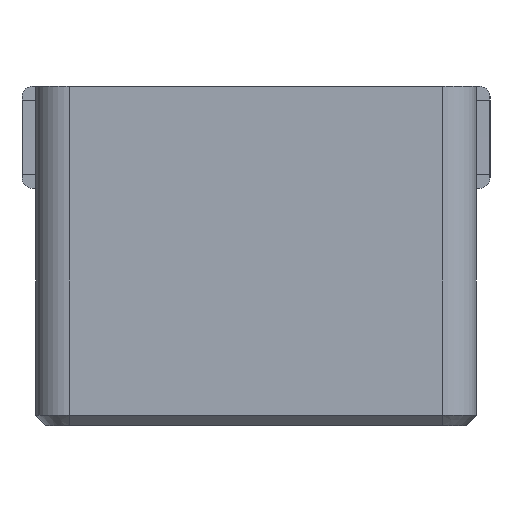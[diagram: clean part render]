
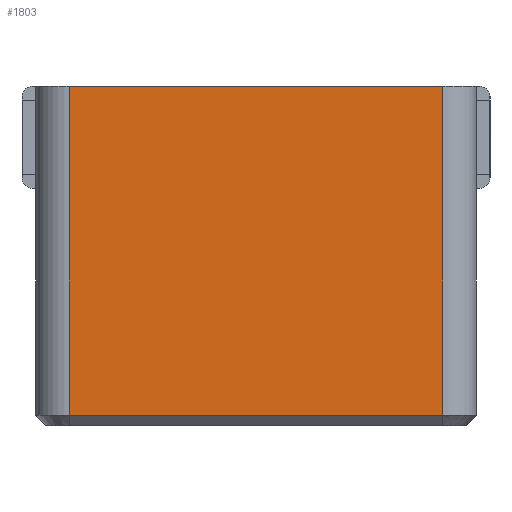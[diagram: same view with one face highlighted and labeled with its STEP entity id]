
A CAD part, left-side view. The second image highlights one B-rep face of the part: STEP entity #1803.
In plain terms, the highlighted planar face has unit normal (-1, 0, 0).
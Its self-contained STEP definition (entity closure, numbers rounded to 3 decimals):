
#134=LINE('',#7424,#259);
#151=LINE('',#7467,#276);
#153=LINE('',#7470,#278);
#154=LINE('',#7471,#279);
#259=VECTOR('',#2323,1.);
#276=VECTOR('',#2360,1.);
#278=VECTOR('',#2364,1.);
#279=VECTOR('',#2365,1.);
#432=PLANE('',#1981);
#536=FACE_OUTER_BOUND('',#657,.T.);
#657=EDGE_LOOP('',(#1558,#1559,#1560,#1561));
#878=VERTEX_POINT('',#7422);
#879=VERTEX_POINT('',#7423);
#894=VERTEX_POINT('',#7464);
#895=VERTEX_POINT('',#7466);
#1101=EDGE_CURVE('',#878,#879,#134,.T.);
#1124=EDGE_CURVE('',#895,#894,#151,.T.);
#1126=EDGE_CURVE('',#879,#894,#153,.T.);
#1127=EDGE_CURVE('',#878,#895,#154,.T.);
#1558=ORIENTED_EDGE('',*,*,#1124,.T.);
#1559=ORIENTED_EDGE('',*,*,#1126,.F.);
#1560=ORIENTED_EDGE('',*,*,#1101,.F.);
#1561=ORIENTED_EDGE('',*,*,#1127,.T.);
#1803=ADVANCED_FACE('',(#536),#432,.F.);
#1981=AXIS2_PLACEMENT_3D('',#7469,#2362,#2363);
#2323=DIRECTION('',(0.,-1.,0.));
#2360=DIRECTION('',(0.,-1.,0.));
#2362=DIRECTION('center_axis',(1.,0.,0.));
#2363=DIRECTION('ref_axis',(0.,1.,0.));
#2364=DIRECTION('',(0.,0.,-1.));
#2365=DIRECTION('',(0.,0.,-1.));
#7422=CARTESIAN_POINT('',(-3.599,2.747,2.019));
#7423=CARTESIAN_POINT('',(-3.599,-2.753,2.019));
#7424=CARTESIAN_POINT('',(-3.599,2.747,2.019));
#7464=CARTESIAN_POINT('',(-3.599,-2.753,-2.831));
#7466=CARTESIAN_POINT('',(-3.599,2.747,-2.831));
#7467=CARTESIAN_POINT('',(-3.599,2.747,-2.831));
#7469=CARTESIAN_POINT('Origin',(-3.599,2.747,2.019));
#7470=CARTESIAN_POINT('',(-3.599,-2.753,2.019));
#7471=CARTESIAN_POINT('',(-3.599,2.747,2.019));
